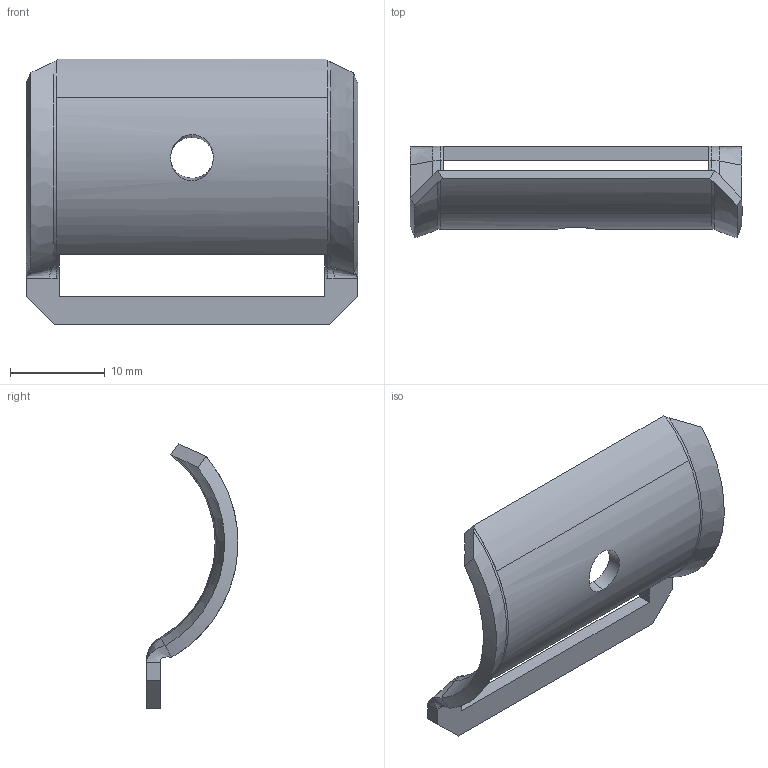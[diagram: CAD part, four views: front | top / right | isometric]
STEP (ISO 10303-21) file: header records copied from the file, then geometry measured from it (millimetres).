
FILE_DESCRIPTION (( 'STEP AP214' ), '1' );
FILE_NAME ('EB025-04.STEP', '2022-06-07T06:50:51', ( '' ), ( '' ), 'SwSTEP 2.0', 'SolidWorks 2020', '' );
FILE_SCHEMA (( 'AUTOMOTIVE_DESIGN' ));
Length unit declared in the file: millimetre
Products named in the file (1): EB025-04
Bounding box: 35 x 9.68 x 28 mm (x, y, z)
Volume: 1343.9 mm3; surface area: 2112.4 mm2
Topology: 1 solids, 1 shells, 54 faces, 143 edges, 89 vertices
Faces by surface type: bspline 24, plane 22, cylinder 8
Entity records: 3413 total; most frequent: CARTESIAN_POINT 2236, ORIENTED_EDGE 286, DIRECTION 156, EDGE_CURVE 143, VERTEX_POINT 89, B_SPLINE_CURVE_WITH_KNOTS 66, VECTOR 58, LINE 58
